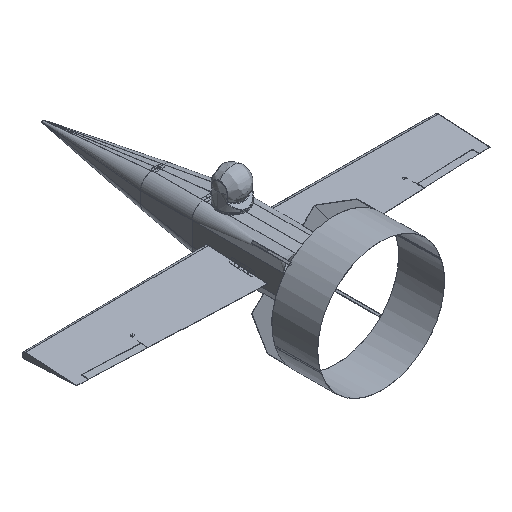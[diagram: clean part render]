
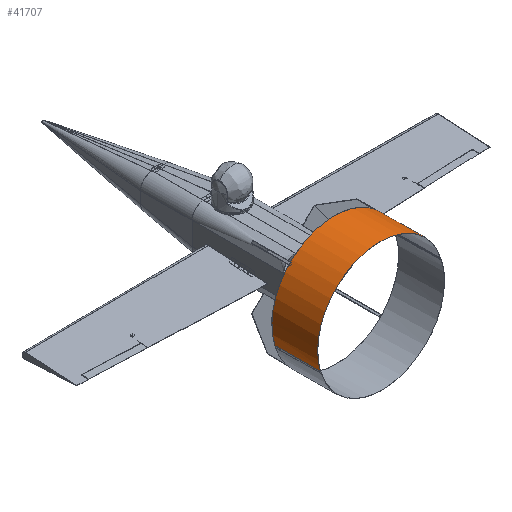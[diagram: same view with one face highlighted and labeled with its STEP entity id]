
A CAD part, isometric view. The second image highlights one B-rep face of the part: STEP entity #41707.
In plain terms, the highlighted free-form (B-spline) face has degree [2, 1] with [5, 2] control points.
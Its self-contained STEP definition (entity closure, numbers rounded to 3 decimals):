
#41440 = VERTEX_POINT('',#41441);
#41441 = CARTESIAN_POINT('',(-361.307,-803.818,
    395.472));
#41476 = VERTEX_POINT('',#41477);
#41477 = CARTESIAN_POINT('',(-361.307,-1261.861,
    399.57));
#41502 = EDGE_CURVE('',#41476,#41440,#41503,.T.);
#41503 = B_SPLINE_CURVE_WITH_KNOTS('',1,(#41504,#41505),.UNSPECIFIED.,
  .F.,.F.,(2,2),(0.,400.),.PIECEWISE_BEZIER_KNOTS.);
#41504 = CARTESIAN_POINT('',(-361.307,-1261.861,
    399.57));
#41505 = CARTESIAN_POINT('',(-361.307,-803.818,
    395.472));
#41538 = VERTEX_POINT('',#41539);
#41539 = CARTESIAN_POINT('',(841.234,-1258.471,
    778.432));
#41607 = VERTEX_POINT('',#41608);
#41608 = CARTESIAN_POINT('',(841.234,-800.428,
    774.334));
#41629 = EDGE_CURVE('',#41538,#41607,#41630,.T.);
#41630 = B_SPLINE_CURVE_WITH_KNOTS('',1,(#41631,#41632),.UNSPECIFIED.,
  .F.,.F.,(2,2),(-200.,200.),.PIECEWISE_BEZIER_KNOTS.);
#41631 = CARTESIAN_POINT('',(841.234,-1258.471,
    778.432));
#41632 = CARTESIAN_POINT('',(841.234,-800.428,
    774.334));
#41669 = EDGE_CURVE('',#41440,#41607,#41670,.T.);
#41670 = ( BOUNDED_CURVE() B_SPLINE_CURVE(2,(#41671,#41672,#41673,#41674
,#41675),.UNSPECIFIED.,.F.,.F.) B_SPLINE_CURVE_WITH_KNOTS((3,2,3),(0.,
1.571,3.142),.PIECEWISE_BEZIER_KNOTS.) CURVE() 
GEOMETRIC_REPRESENTATION_ITEM() RATIONAL_B_SPLINE_CURVE((1.,
0.707,1.,0.707,1.)) REPRESENTATION_ITEM('') );
#41671 = CARTESIAN_POINT('',(-361.307,-803.818,
    395.472));
#41672 = CARTESIAN_POINT('',(-550.745,-798.438,
    996.718));
#41673 = CARTESIAN_POINT('',(50.525,-796.744,
    1186.149));
#41674 = CARTESIAN_POINT('',(651.796,-795.049,
    1375.58));
#41675 = CARTESIAN_POINT('',(841.234,-800.428,
    774.334));
#41694 = EDGE_CURVE('',#41538,#41476,#41695,.T.);
#41695 = ( BOUNDED_CURVE() B_SPLINE_CURVE(2,(#41696,#41697,#41698,#41699
,#41700),.UNSPECIFIED.,.F.,.F.) B_SPLINE_CURVE_WITH_KNOTS((3,2,3),(
    3.142,4.712,6.283),
.PIECEWISE_BEZIER_KNOTS.) CURVE() GEOMETRIC_REPRESENTATION_ITEM() 
RATIONAL_B_SPLINE_CURVE((1.,0.707,1.,0.707,1.)) 
REPRESENTATION_ITEM('') );
#41696 = CARTESIAN_POINT('',(841.234,-1258.471,
    778.432));
#41697 = CARTESIAN_POINT('',(651.796,-1253.092,
    1379.678));
#41698 = CARTESIAN_POINT('',(50.525,-1254.787,
    1190.247));
#41699 = CARTESIAN_POINT('',(-550.745,-1256.482,
    1000.816));
#41700 = CARTESIAN_POINT('',(-361.307,-1261.861,
    399.57));
#41707 = ADVANCED_FACE('',(#41708),#41714,.T.);
#41708 = FACE_BOUND('',#41709,.T.);
#41709 = EDGE_LOOP('',(#41710,#41711,#41712,#41713));
#41710 = ORIENTED_EDGE('',*,*,#41502,.F.);
#41711 = ORIENTED_EDGE('',*,*,#41694,.F.);
#41712 = ORIENTED_EDGE('',*,*,#41629,.T.);
#41713 = ORIENTED_EDGE('',*,*,#41669,.F.);
#41714 = ( BOUNDED_SURFACE() B_SPLINE_SURFACE(2,1,(
    (#41715,#41716)
    ,(#41717,#41718)
    ,(#41719,#41720)
    ,(#41721,#41722)
    ,(#41723,#41724
)),.UNSPECIFIED.,.F.,.F.,.F.) B_SPLINE_SURFACE_WITH_KNOTS((3,2,3),(2,2),
  (0.,1.571,3.142),(-400.,0.),
.PIECEWISE_BEZIER_KNOTS.) GEOMETRIC_REPRESENTATION_ITEM() 
RATIONAL_B_SPLINE_SURFACE((
    (1.,1.)
    ,(0.707,0.707)
    ,(1.,1.)
    ,(0.707,0.707)
,(1.,1.))) REPRESENTATION_ITEM('') SURFACE() );
#41715 = CARTESIAN_POINT('',(841.234,-800.428,
    774.334));
#41716 = CARTESIAN_POINT('',(841.234,-1258.471,
    778.432));
#41717 = CARTESIAN_POINT('',(651.796,-795.049,
    1375.58));
#41718 = CARTESIAN_POINT('',(651.796,-1253.092,
    1379.678));
#41719 = CARTESIAN_POINT('',(50.525,-796.744,
    1186.149));
#41720 = CARTESIAN_POINT('',(50.525,-1254.787,
    1190.247));
#41721 = CARTESIAN_POINT('',(-550.745,-798.438,
    996.718));
#41722 = CARTESIAN_POINT('',(-550.745,-1256.482,
    1000.816));
#41723 = CARTESIAN_POINT('',(-361.307,-803.818,
    395.472));
#41724 = CARTESIAN_POINT('',(-361.307,-1261.861,
    399.57));
